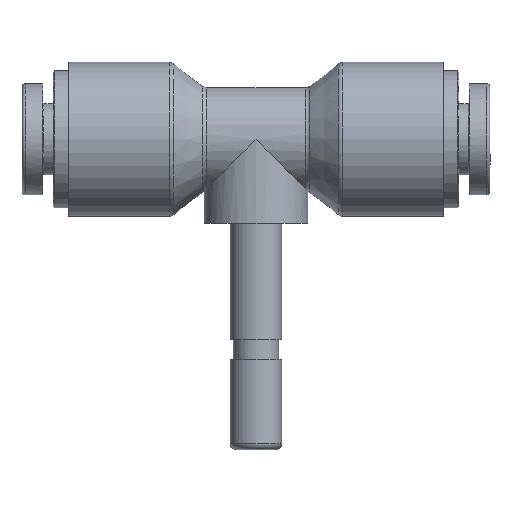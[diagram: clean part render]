
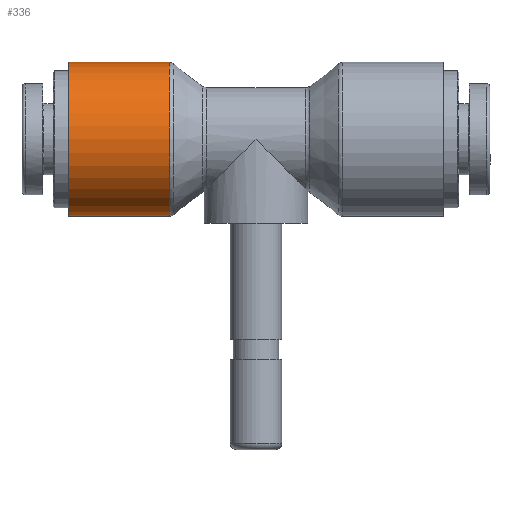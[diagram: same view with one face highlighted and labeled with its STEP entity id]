
A CAD part, front view. The second image highlights one B-rep face of the part: STEP entity #336.
In plain terms, the highlighted cylindrical face has radius 5.95 mm (diameter 11.9 mm), a full revolution.
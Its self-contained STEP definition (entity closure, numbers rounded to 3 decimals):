
#305=CARTESIAN_POINT('',(-6.672,5.95,0.));
#306=VERTEX_POINT('',#305);
#307=CARTESIAN_POINT('',(-6.672,0.,0.0));
#308=DIRECTION('',(-1.0,0.0,0.0));
#309=DIRECTION('',(0.0,-1.0,0.0));
#310=AXIS2_PLACEMENT_3D('',#307,#308,#309);
#311=CIRCLE('',#310,5.95);
#312=EDGE_CURVE('',#306,#306,#311,.T.);
#317=CARTESIAN_POINT('',(-10.5,0.,0.0));
#318=DIRECTION('',(1.0,0.,0.0));
#319=DIRECTION('',(0.0,1.0,0.0));
#320=AXIS2_PLACEMENT_3D('',#317,#318,#319);
#321=CYLINDRICAL_SURFACE('',#320,5.95);
#322=CARTESIAN_POINT('',(-14.5,5.95,0.0));
#323=VERTEX_POINT('',#322);
#324=CARTESIAN_POINT('',(-14.5,0.,0.0));
#325=DIRECTION('',(1.0,0.0,0.0));
#326=DIRECTION('',(0.0,1.0,0.0));
#327=AXIS2_PLACEMENT_3D('',#324,#325,#326);
#328=CIRCLE('',#327,5.95);
#329=EDGE_CURVE('',#323,#323,#328,.T.);
#330=ORIENTED_EDGE('',*,*,#329,.T.);
#331=EDGE_LOOP('',(#330));
#332=FACE_OUTER_BOUND('',#331,.T.);
#333=ORIENTED_EDGE('',*,*,#312,.T.);
#334=EDGE_LOOP('',(#333));
#335=FACE_BOUND('',#334,.T.);
#336=ADVANCED_FACE('',(#332,#335),#321,.T.);
